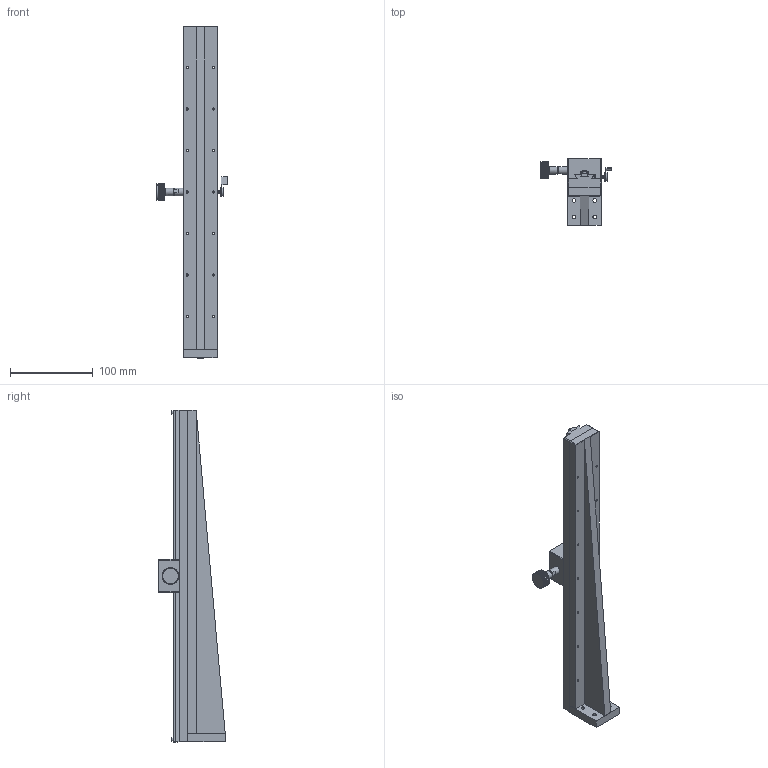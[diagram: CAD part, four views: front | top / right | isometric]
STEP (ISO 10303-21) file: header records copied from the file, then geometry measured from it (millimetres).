
FILE_DESCRIPTION (( 'STEP AP203' ), '1' );
FILE_NAME ('528795.STEP', '2024-10-15T03:12:08', ( 'Windows User' ), ( 'P R C' ), 'SwSTEP 2.0', 'SolidWorks 2020', '' );
FILE_SCHEMA (( 'CONFIG_CONTROL_DESIGN' ));
Products named in the file (1): 528795
Bounding box: 85.49 x 80 x 400 mm (x, y, z)
Volume: 486344.9 mm3; surface area: 140227.6 mm2
Topology: 21 solids, 21 shells, 801 faces, 1930 edges, 1205 vertices
Faces by surface type: plane 385, cylinder 214, cone 156, bspline 46
Full cylindrical faces by diameter (mm): 2.05 x7, 2.2 x1, 2.5 x33, 2.9 x6, 3 x3, 3.3 x19, 4 x19, 4.1 x1, 4.5 x12, 5 x4, 6 x14, 7 x4, 7.4 x1, 8 x7, 9 x2, 10 x2
Entity records: 112052 total; most frequent: CARTESIAN_POINT 95190, ORIENTED_EDGE 3328, DIRECTION 3280, EDGE_CURVE 1664, AXIS2_PLACEMENT_3D 1290, VERTEX_POINT 1136, EDGE_LOOP 1118, FACE_OUTER_BOUND 917
